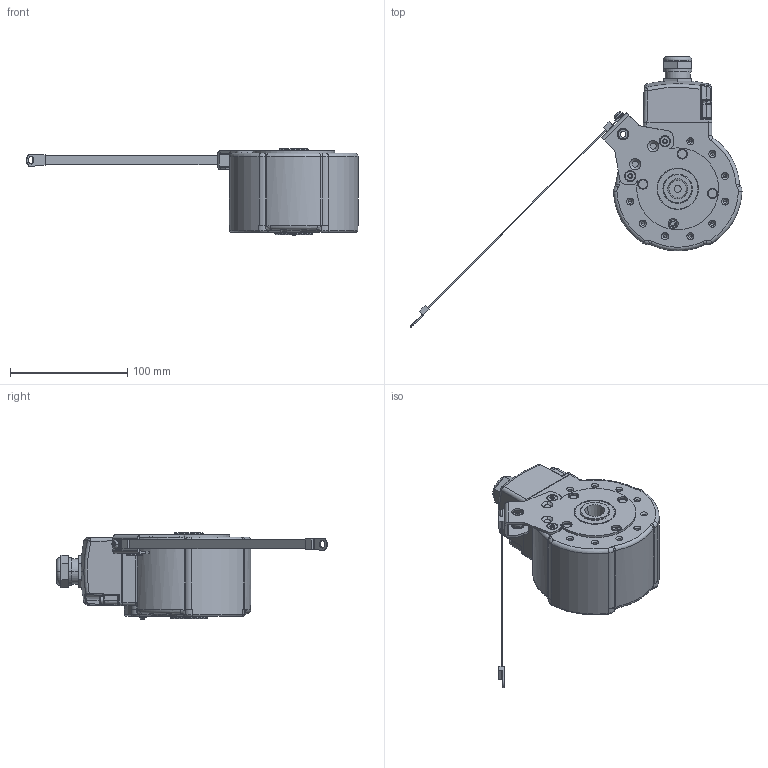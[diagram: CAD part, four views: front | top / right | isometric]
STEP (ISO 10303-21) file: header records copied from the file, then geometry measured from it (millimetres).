
FILE_DESCRIPTION((''),'2;1');
FILE_NAME('768225-K01_SW0001','2012-06-28T',('se2994'),(''),'PRO/ENGINEER BY PARAMETRIC TECHNOLOGY CORPORATION, 2010370','PRO/ENGINEER BY PARAMETRIC TECHNOLOGY CORPORATION, 2010370','');
FILE_SCHEMA(('CONFIG_CONTROL_DESIGN','SHAPE_APPEARANCE_LAYERS_GROUPS'));
Length unit declared in the file: millimetre
Products named in the file (1): 768225-K01_SW0001
Bounding box: 283.69 x 231.44 x 73.5 mm (x, y, z)
Volume: 308126.1 mm3; surface area: 127208.8 mm2
Topology: 2 solids, 5 shells, 1111 faces, 2641 edges, 1619 vertices
Faces by surface type: cylinder 473, plane 333, cone 117, torus 111, bspline 50, sphere 24, extrusion 2, revolution 1
Entity records: 46288 total; most frequent: CARTESIAN_POINT 13823, DIRECTION 5895, ORIENTED_EDGE 5246, EDGE_CURVE 2623, AXIS2_PLACEMENT_3D 2453, VERTEX_POINT 1619, CIRCLE 1395, EDGE_LOOP 1234
